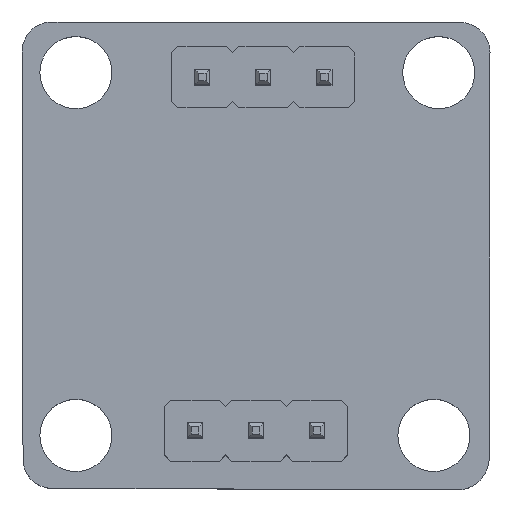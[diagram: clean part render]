
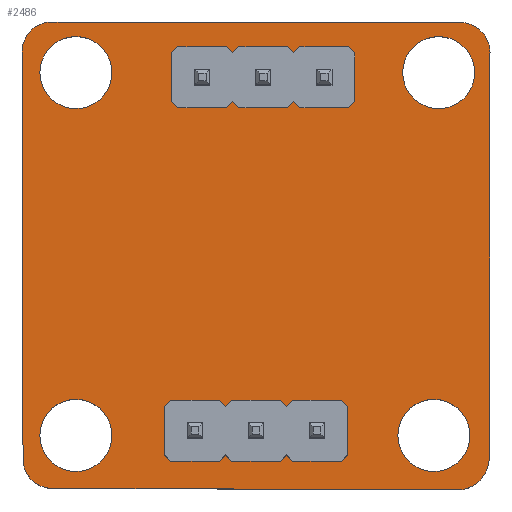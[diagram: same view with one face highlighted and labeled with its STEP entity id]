
A CAD part, top view. The second image highlights one B-rep face of the part: STEP entity #2486.
In plain terms, the highlighted planar face has unit normal (0, 0, 1).
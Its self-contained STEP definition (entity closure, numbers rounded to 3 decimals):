
#2203 = VERTEX_POINT('',#2204);
#2204 = CARTESIAN_POINT('',(144.495,-80.305,1.6));
#2210 = EDGE_CURVE('',#2203,#2211,#2213,.T.);
#2211 = VERTEX_POINT('',#2212);
#2212 = CARTESIAN_POINT('',(145.733,-81.458,1.6));
#2213 = CIRCLE('',#2214,1.26);
#2214 = AXIS2_PLACEMENT_3D('',#2215,#2216,#2217);
#2215 = CARTESIAN_POINT('',(144.478,-81.565,1.6));
#2216 = DIRECTION('',(0.,0.,-1.));
#2217 = DIRECTION('',(0.013,1.,0.));
#2245 = VERTEX_POINT('',#2246);
#2246 = CARTESIAN_POINT('',(127.505,-80.295,1.6));
#2252 = EDGE_CURVE('',#2245,#2203,#2253,.T.);
#2253 = LINE('',#2254,#2255);
#2254 = CARTESIAN_POINT('',(127.505,-80.295,1.6));
#2255 = VECTOR('',#2256,1.);
#2256 = DIRECTION('',(1.,-0.001,0.));
#2274 = EDGE_CURVE('',#2211,#2275,#2277,.T.);
#2275 = VERTEX_POINT('',#2276);
#2276 = CARTESIAN_POINT('',(145.736,-81.567,1.6));
#2277 = LINE('',#2278,#2279);
#2278 = CARTESIAN_POINT('',(145.733,-81.458,1.6));
#2279 = VECTOR('',#2280,1.);
#2280 = DIRECTION('',(0.021,-1.,0.));
#2486 = ADVANCED_FACE('',(#2487,#2557,#2568,#2579,#2590,#2601,#2612,
    #2623,#2634,#2645,#2656),#2667,.T.);
#2487 = FACE_BOUND('',#2488,.T.);
#2488 = EDGE_LOOP('',(#2489,#2490,#2491,#2499,#2508,#2516,#2525,#2533,
    #2541,#2550,#2556));
#2489 = ORIENTED_EDGE('',*,*,#2210,.F.);
#2490 = ORIENTED_EDGE('',*,*,#2252,.F.);
#2491 = ORIENTED_EDGE('',*,*,#2492,.F.);
#2492 = EDGE_CURVE('',#2493,#2245,#2495,.T.);
#2493 = VERTEX_POINT('',#2494);
#2494 = CARTESIAN_POINT('',(127.396,-80.297,1.6));
#2495 = LINE('',#2496,#2497);
#2496 = CARTESIAN_POINT('',(127.396,-80.297,1.6));
#2497 = VECTOR('',#2498,1.);
#2498 = DIRECTION('',(1.,0.02,0.));
#2499 = ORIENTED_EDGE('',*,*,#2500,.F.);
#2500 = EDGE_CURVE('',#2501,#2493,#2503,.T.);
#2501 = VERTEX_POINT('',#2502);
#2502 = CARTESIAN_POINT('',(126.257,-81.543,1.6));
#2503 = CIRCLE('',#2504,1.246);
#2504 = AXIS2_PLACEMENT_3D('',#2505,#2506,#2507);
#2505 = CARTESIAN_POINT('',(127.503,-81.539,1.6));
#2506 = DIRECTION('',(0.,0.,-1.));
#2507 = DIRECTION('',(-1.,-0.004,-0.));
#2508 = ORIENTED_EDGE('',*,*,#2509,.F.);
#2509 = EDGE_CURVE('',#2510,#2501,#2512,.T.);
#2510 = VERTEX_POINT('',#2511);
#2511 = CARTESIAN_POINT('',(126.3,-98.5,1.6));
#2512 = LINE('',#2513,#2514);
#2513 = CARTESIAN_POINT('',(126.3,-98.5,1.6));
#2514 = VECTOR('',#2515,1.);
#2515 = DIRECTION('',(-0.003,1.,0.));
#2516 = ORIENTED_EDGE('',*,*,#2517,.F.);
#2517 = EDGE_CURVE('',#2518,#2510,#2520,.T.);
#2518 = VERTEX_POINT('',#2519);
#2519 = CARTESIAN_POINT('',(127.5,-99.7,1.6));
#2520 = CIRCLE('',#2521,1.2);
#2521 = AXIS2_PLACEMENT_3D('',#2522,#2523,#2524);
#2522 = CARTESIAN_POINT('',(127.5,-98.5,1.6));
#2523 = DIRECTION('',(0.,0.,-1.));
#2524 = DIRECTION('',(0.,-1.,-0.));
#2525 = ORIENTED_EDGE('',*,*,#2526,.F.);
#2526 = EDGE_CURVE('',#2527,#2518,#2529,.T.);
#2527 = VERTEX_POINT('',#2528);
#2528 = CARTESIAN_POINT('',(144.508,-99.765,1.6));
#2529 = LINE('',#2530,#2531);
#2530 = CARTESIAN_POINT('',(144.508,-99.765,1.6));
#2531 = VECTOR('',#2532,1.);
#2532 = DIRECTION('',(-1.,0.004,0.));
#2533 = ORIENTED_EDGE('',*,*,#2534,.F.);
#2534 = EDGE_CURVE('',#2535,#2527,#2537,.T.);
#2535 = VERTEX_POINT('',#2536);
#2536 = CARTESIAN_POINT('',(144.625,-99.748,1.6));
#2537 = LINE('',#2538,#2539);
#2538 = CARTESIAN_POINT('',(144.625,-99.748,1.6));
#2539 = VECTOR('',#2540,1.);
#2540 = DIRECTION('',(-0.99,-0.143,0.));
#2541 = ORIENTED_EDGE('',*,*,#2542,.F.);
#2542 = EDGE_CURVE('',#2543,#2535,#2545,.T.);
#2543 = VERTEX_POINT('',#2544);
#2544 = CARTESIAN_POINT('',(145.705,-98.495,1.6));
#2545 = CIRCLE('',#2546,1.363);
#2546 = AXIS2_PLACEMENT_3D('',#2547,#2548,#2549);
#2547 = CARTESIAN_POINT('',(144.345,-98.414,1.6));
#2548 = DIRECTION('',(0.,0.,-1.));
#2549 = DIRECTION('',(0.998,-0.059,0.));
#2550 = ORIENTED_EDGE('',*,*,#2551,.F.);
#2551 = EDGE_CURVE('',#2275,#2543,#2552,.T.);
#2552 = LINE('',#2553,#2554);
#2553 = CARTESIAN_POINT('',(145.736,-81.567,1.6));
#2554 = VECTOR('',#2555,1.);
#2555 = DIRECTION('',(-0.002,-1.,0.));
#2556 = ORIENTED_EDGE('',*,*,#2274,.F.);
#2557 = FACE_BOUND('',#2558,.T.);
#2558 = EDGE_LOOP('',(#2559));
#2559 = ORIENTED_EDGE('',*,*,#2560,.F.);
#2560 = EDGE_CURVE('',#2561,#2561,#2563,.T.);
#2561 = VERTEX_POINT('',#2562);
#2562 = CARTESIAN_POINT('',(130.,-97.5,1.6));
#2563 = CIRCLE('',#2564,1.5);
#2564 = AXIS2_PLACEMENT_3D('',#2565,#2566,#2567);
#2565 = CARTESIAN_POINT('',(128.5,-97.5,1.6));
#2566 = DIRECTION('',(0.,0.,1.));
#2567 = DIRECTION('',(1.,0.,-0.));
#2568 = FACE_BOUND('',#2569,.T.);
#2569 = EDGE_LOOP('',(#2570));
#2570 = ORIENTED_EDGE('',*,*,#2571,.T.);
#2571 = EDGE_CURVE('',#2572,#2572,#2574,.T.);
#2572 = VERTEX_POINT('',#2573);
#2573 = CARTESIAN_POINT('',(133.46,-97.8,1.6));
#2574 = CIRCLE('',#2575,0.5);
#2575 = AXIS2_PLACEMENT_3D('',#2576,#2577,#2578);
#2576 = CARTESIAN_POINT('',(133.46,-97.3,1.6));
#2577 = DIRECTION('',(-0.,0.,-1.));
#2578 = DIRECTION('',(-0.,-1.,0.));
#2579 = FACE_BOUND('',#2580,.T.);
#2580 = EDGE_LOOP('',(#2581));
#2581 = ORIENTED_EDGE('',*,*,#2582,.T.);
#2582 = EDGE_CURVE('',#2583,#2583,#2585,.T.);
#2583 = VERTEX_POINT('',#2584);
#2584 = CARTESIAN_POINT('',(136.,-97.8,1.6));
#2585 = CIRCLE('',#2586,0.5);
#2586 = AXIS2_PLACEMENT_3D('',#2587,#2588,#2589);
#2587 = CARTESIAN_POINT('',(136.,-97.3,1.6));
#2588 = DIRECTION('',(-0.,0.,-1.));
#2589 = DIRECTION('',(-0.,-1.,0.));
#2590 = FACE_BOUND('',#2591,.T.);
#2591 = EDGE_LOOP('',(#2592));
#2592 = ORIENTED_EDGE('',*,*,#2593,.T.);
#2593 = EDGE_CURVE('',#2594,#2594,#2596,.T.);
#2594 = VERTEX_POINT('',#2595);
#2595 = CARTESIAN_POINT('',(138.54,-97.8,1.6));
#2596 = CIRCLE('',#2597,0.5);
#2597 = AXIS2_PLACEMENT_3D('',#2598,#2599,#2600);
#2598 = CARTESIAN_POINT('',(138.54,-97.3,1.6));
#2599 = DIRECTION('',(-0.,0.,-1.));
#2600 = DIRECTION('',(-0.,-1.,0.));
#2601 = FACE_BOUND('',#2602,.T.);
#2602 = EDGE_LOOP('',(#2603));
#2603 = ORIENTED_EDGE('',*,*,#2604,.F.);
#2604 = EDGE_CURVE('',#2605,#2605,#2607,.T.);
#2605 = VERTEX_POINT('',#2606);
#2606 = CARTESIAN_POINT('',(144.9,-97.5,1.6));
#2607 = CIRCLE('',#2608,1.5);
#2608 = AXIS2_PLACEMENT_3D('',#2609,#2610,#2611);
#2609 = CARTESIAN_POINT('',(143.4,-97.5,1.6));
#2610 = DIRECTION('',(0.,0.,1.));
#2611 = DIRECTION('',(1.,0.,-0.));
#2612 = FACE_BOUND('',#2613,.T.);
#2613 = EDGE_LOOP('',(#2614));
#2614 = ORIENTED_EDGE('',*,*,#2615,.F.);
#2615 = EDGE_CURVE('',#2616,#2616,#2618,.T.);
#2616 = VERTEX_POINT('',#2617);
#2617 = CARTESIAN_POINT('',(130.,-82.4,1.6));
#2618 = CIRCLE('',#2619,1.5);
#2619 = AXIS2_PLACEMENT_3D('',#2620,#2621,#2622);
#2620 = CARTESIAN_POINT('',(128.5,-82.4,1.6));
#2621 = DIRECTION('',(0.,0.,1.));
#2622 = DIRECTION('',(1.,0.,-0.));
#2623 = FACE_BOUND('',#2624,.T.);
#2624 = EDGE_LOOP('',(#2625));
#2625 = ORIENTED_EDGE('',*,*,#2626,.T.);
#2626 = EDGE_CURVE('',#2627,#2627,#2629,.T.);
#2627 = VERTEX_POINT('',#2628);
#2628 = CARTESIAN_POINT('',(133.76,-83.1,1.6));
#2629 = CIRCLE('',#2630,0.5);
#2630 = AXIS2_PLACEMENT_3D('',#2631,#2632,#2633);
#2631 = CARTESIAN_POINT('',(133.76,-82.6,1.6));
#2632 = DIRECTION('',(-0.,0.,-1.));
#2633 = DIRECTION('',(-0.,-1.,0.));
#2634 = FACE_BOUND('',#2635,.T.);
#2635 = EDGE_LOOP('',(#2636));
#2636 = ORIENTED_EDGE('',*,*,#2637,.T.);
#2637 = EDGE_CURVE('',#2638,#2638,#2640,.T.);
#2638 = VERTEX_POINT('',#2639);
#2639 = CARTESIAN_POINT('',(136.3,-83.1,1.6));
#2640 = CIRCLE('',#2641,0.5);
#2641 = AXIS2_PLACEMENT_3D('',#2642,#2643,#2644);
#2642 = CARTESIAN_POINT('',(136.3,-82.6,1.6));
#2643 = DIRECTION('',(-0.,0.,-1.));
#2644 = DIRECTION('',(-0.,-1.,0.));
#2645 = FACE_BOUND('',#2646,.T.);
#2646 = EDGE_LOOP('',(#2647));
#2647 = ORIENTED_EDGE('',*,*,#2648,.T.);
#2648 = EDGE_CURVE('',#2649,#2649,#2651,.T.);
#2649 = VERTEX_POINT('',#2650);
#2650 = CARTESIAN_POINT('',(138.84,-83.1,1.6));
#2651 = CIRCLE('',#2652,0.5);
#2652 = AXIS2_PLACEMENT_3D('',#2653,#2654,#2655);
#2653 = CARTESIAN_POINT('',(138.84,-82.6,1.6));
#2654 = DIRECTION('',(-0.,0.,-1.));
#2655 = DIRECTION('',(-0.,-1.,0.));
#2656 = FACE_BOUND('',#2657,.T.);
#2657 = EDGE_LOOP('',(#2658));
#2658 = ORIENTED_EDGE('',*,*,#2659,.F.);
#2659 = EDGE_CURVE('',#2660,#2660,#2662,.T.);
#2660 = VERTEX_POINT('',#2661);
#2661 = CARTESIAN_POINT('',(145.1,-82.4,1.6));
#2662 = CIRCLE('',#2663,1.5);
#2663 = AXIS2_PLACEMENT_3D('',#2664,#2665,#2666);
#2664 = CARTESIAN_POINT('',(143.6,-82.4,1.6));
#2665 = DIRECTION('',(0.,0.,1.));
#2666 = DIRECTION('',(1.,0.,-0.));
#2667 = PLANE('',#2668);
#2668 = AXIS2_PLACEMENT_3D('',#2669,#2670,#2671);
#2669 = CARTESIAN_POINT('',(0.,0.,1.6));
#2670 = DIRECTION('',(0.,0.,1.));
#2671 = DIRECTION('',(1.,0.,-0.));
